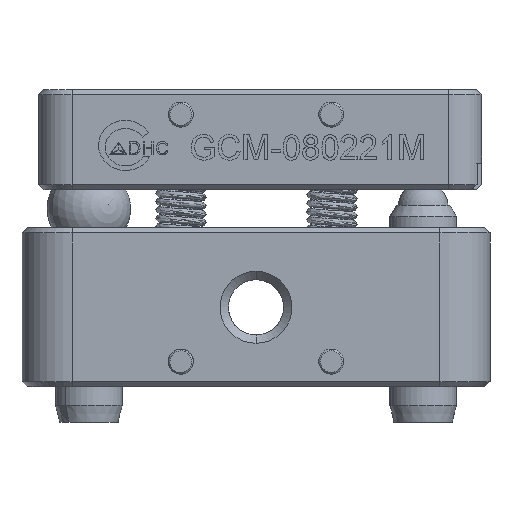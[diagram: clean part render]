
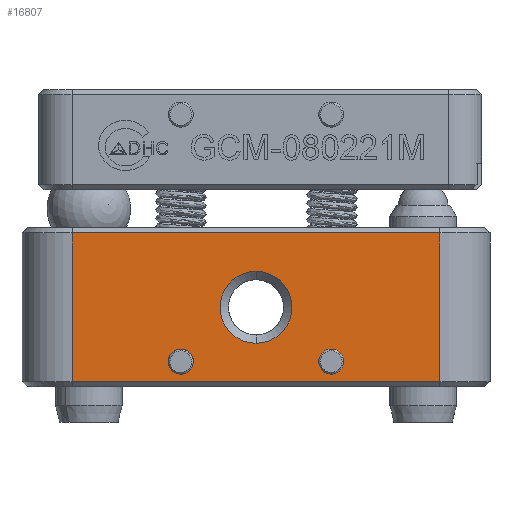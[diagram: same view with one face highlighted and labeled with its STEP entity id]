
A CAD part, front view. The second image highlights one B-rep face of the part: STEP entity #16807.
In plain terms, the highlighted planar face has unit normal (0, -1, 0).
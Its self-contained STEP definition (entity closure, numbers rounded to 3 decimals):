
#452 = CARTESIAN_POINT ( 'NONE',  ( 47.498, -6.131, -37.677 ) ) ;
#551 = ORIENTED_EDGE ( 'NONE', *, *, #926, .F. ) ;
#723 = DIRECTION ( 'NONE',  ( 0., -1., 0. ) ) ;
#926 = EDGE_CURVE ( 'NONE', #30582, #6458, #29066, .T. ) ;
#2468 = LINE ( 'NONE', #26152, #23464 ) ;
#2546 = VERTEX_POINT ( 'NONE', #16305 ) ;
#2991 = CARTESIAN_POINT ( 'NONE',  ( 25.498, -6.131, -37.677 ) ) ;
#3284 = LINE ( 'NONE', #14103, #25207 ) ;
#3460 = CARTESIAN_POINT ( 'NONE',  ( 31.998, -6.131, -36.477 ) ) ;
#3985 = DIRECTION ( 'NONE',  ( 0., 0., -1. ) ) ;
#4368 = FACE_BOUND ( 'NONE', #7874, .T. ) ;
#5050 = CARTESIAN_POINT ( 'NONE',  ( 36.498, -6.131, -35.377 ) ) ;
#5215 = ORIENTED_EDGE ( 'NONE', *, *, #20092, .T. ) ;
#6326 = DIRECTION ( 'NONE',  ( 0., 0., -1. ) ) ;
#6458 = VERTEX_POINT ( 'NONE', #19029 ) ;
#6697 = CARTESIAN_POINT ( 'NONE',  ( 22.498, -6.131, -28.477 ) ) ;
#7109 = ORIENTED_EDGE ( 'NONE', *, *, #33254, .T. ) ;
#7465 = CARTESIAN_POINT ( 'NONE',  ( 47.498, -6.131, -28.477 ) ) ;
#7509 = ORIENTED_EDGE ( 'NONE', *, *, #14401, .T. ) ;
#7842 = VECTOR ( 'NONE', #24439, 1000. ) ;
#7874 = EDGE_LOOP ( 'NONE', ( #13845, #7109 ) ) ;
#9391 = DIRECTION ( 'NONE',  ( 0., 1., 0. ) ) ;
#10033 = AXIS2_PLACEMENT_3D ( 'NONE', #12844, #32777, #15707 ) ;
#10068 = CARTESIAN_POINT ( 'NONE',  ( 36.498, -6.131, -31.077 ) ) ;
#11502 = VERTEX_POINT ( 'NONE', #13220 ) ;
#11594 = VECTOR ( 'NONE', #16222, 1000. ) ;
#11641 = AXIS2_PLACEMENT_3D ( 'NONE', #12662, #32596, #15520 ) ;
#11730 = CARTESIAN_POINT ( 'NONE',  ( 40.998, -6.131, -35.727 ) ) ;
#12489 = DIRECTION ( 'NONE',  ( 0., 0., 1. ) ) ;
#12662 = CARTESIAN_POINT ( 'NONE',  ( 36.498, -6.131, -33.227 ) ) ;
#12844 = CARTESIAN_POINT ( 'NONE',  ( 40.998, -6.131, -36.477 ) ) ;
#13220 = CARTESIAN_POINT ( 'NONE',  ( 25.498, -6.131, -28.777 ) ) ;
#13758 = DIRECTION ( 'NONE',  ( 0., -1., 0. ) ) ;
#13845 = ORIENTED_EDGE ( 'NONE', *, *, #27011, .T. ) ;
#14049 = AXIS2_PLACEMENT_3D ( 'NONE', #6697, #29547, #12489 ) ;
#14103 = CARTESIAN_POINT ( 'NONE',  ( 25.498, -6.131, -37.977 ) ) ;
#14241 = ORIENTED_EDGE ( 'NONE', *, *, #21783, .F. ) ;
#14401 = EDGE_CURVE ( 'NONE', #11502, #14598, #3284, .T. ) ;
#14598 = VERTEX_POINT ( 'NONE', #2991 ) ;
#14658 = DIRECTION ( 'NONE',  ( -1., 0., 0. ) ) ;
#14761 = EDGE_CURVE ( 'NONE', #6458, #30582, #14903, .T. ) ;
#14884 = ORIENTED_EDGE ( 'NONE', *, *, #27552, .T. ) ;
#14903 = CIRCLE ( 'NONE', #28372, 0.75 ) ;
#15520 = DIRECTION ( 'NONE',  ( 0., 0., 1. ) ) ;
#15707 = DIRECTION ( 'NONE',  ( 0., 0., -1. ) ) ;
#16222 = DIRECTION ( 'NONE',  ( 0., 0., 1. ) ) ;
#16305 = CARTESIAN_POINT ( 'NONE',  ( 40.998, -6.131, -37.227 ) ) ;
#16807 = ADVANCED_FACE ( 'NONE', ( #4368, #34749, #19593, #33847 ), #32287, .F. ) ;
#17578 = CARTESIAN_POINT ( 'NONE',  ( 31.998, -6.131, -37.227 ) ) ;
#17938 = EDGE_LOOP ( 'NONE', ( #14241, #26603 ) ) ;
#18072 = CIRCLE ( 'NONE', #10033, 0.75 ) ;
#19029 = CARTESIAN_POINT ( 'NONE',  ( 31.998, -6.131, -35.727 ) ) ;
#19514 = VERTEX_POINT ( 'NONE', #10068 ) ;
#19587 = EDGE_CURVE ( 'NONE', #14598, #32587, #30633, .T. ) ;
#19593 = FACE_BOUND ( 'NONE', #17938, .T. ) ;
#19861 = DIRECTION ( 'NONE',  ( 0., 0., -1. ) ) ;
#20092 = EDGE_CURVE ( 'NONE', #29808, #11502, #2468, .T. ) ;
#20962 = LINE ( 'NONE', #7465, #11594 ) ;
#21783 = EDGE_CURVE ( 'NONE', #2546, #34443, #18072, .T. ) ;
#21867 = VERTEX_POINT ( 'NONE', #5050 ) ;
#22772 = AXIS2_PLACEMENT_3D ( 'NONE', #30911, #723, #3985 ) ;
#23462 = DIRECTION ( 'NONE',  ( 0., -1., 0. ) ) ;
#23464 = VECTOR ( 'NONE', #14658, 1000. ) ;
#23493 = AXIS2_PLACEMENT_3D ( 'NONE', #26501, #9391, #29355 ) ;
#24439 = DIRECTION ( 'NONE',  ( 1., 0., 0. ) ) ;
#25050 = ORIENTED_EDGE ( 'NONE', *, *, #14761, .F. ) ;
#25207 = VECTOR ( 'NONE', #19861, 1000. ) ;
#26152 = CARTESIAN_POINT ( 'NONE',  ( 25.498, -6.131, -28.777 ) ) ;
#26501 = CARTESIAN_POINT ( 'NONE',  ( 36.498, -6.131, -33.227 ) ) ;
#26603 = ORIENTED_EDGE ( 'NONE', *, *, #29653, .F. ) ;
#26893 = AXIS2_PLACEMENT_3D ( 'NONE', #30845, #13758, #33699 ) ;
#27011 = EDGE_CURVE ( 'NONE', #21867, #19514, #27412, .T. ) ;
#27311 = CARTESIAN_POINT ( 'NONE',  ( 22.498, -6.131, -37.677 ) ) ;
#27412 = CIRCLE ( 'NONE', #23493, 2.15 ) ;
#27552 = EDGE_CURVE ( 'NONE', #32587, #29808, #20962, .T. ) ;
#28372 = AXIS2_PLACEMENT_3D ( 'NONE', #3460, #23462, #6326 ) ;
#29066 = CIRCLE ( 'NONE', #22772, 0.75 ) ;
#29355 = DIRECTION ( 'NONE',  ( 0., 0., 1. ) ) ;
#29547 = DIRECTION ( 'NONE',  ( 0., 1., 0. ) ) ;
#29653 = EDGE_CURVE ( 'NONE', #34443, #2546, #35155, .T. ) ;
#29808 = VERTEX_POINT ( 'NONE', #36929 ) ;
#30582 = VERTEX_POINT ( 'NONE', #17578 ) ;
#30633 = LINE ( 'NONE', #27311, #7842 ) ;
#30845 = CARTESIAN_POINT ( 'NONE',  ( 40.998, -6.131, -36.477 ) ) ;
#30911 = CARTESIAN_POINT ( 'NONE',  ( 31.998, -6.131, -36.477 ) ) ;
#32287 = PLANE ( 'NONE',  #14049 ) ;
#32587 = VERTEX_POINT ( 'NONE', #452 ) ;
#32596 = DIRECTION ( 'NONE',  ( 0., 1., 0. ) ) ;
#32777 = DIRECTION ( 'NONE',  ( 0., -1., 0. ) ) ;
#33254 = EDGE_CURVE ( 'NONE', #19514, #21867, #35453, .T. ) ;
#33699 = DIRECTION ( 'NONE',  ( 0., 0., -1. ) ) ;
#33847 = FACE_OUTER_BOUND ( 'NONE', #35914, .T. ) ;
#34443 = VERTEX_POINT ( 'NONE', #11730 ) ;
#34749 = FACE_BOUND ( 'NONE', #36953, .T. ) ;
#35155 = CIRCLE ( 'NONE', #26893, 0.75 ) ;
#35453 = CIRCLE ( 'NONE', #11641, 2.15 ) ;
#35914 = EDGE_LOOP ( 'NONE', ( #14884, #5215, #7509, #36071 ) ) ;
#36071 = ORIENTED_EDGE ( 'NONE', *, *, #19587, .T. ) ;
#36929 = CARTESIAN_POINT ( 'NONE',  ( 47.498, -6.131, -28.777 ) ) ;
#36953 = EDGE_LOOP ( 'NONE', ( #551, #25050 ) ) ;
